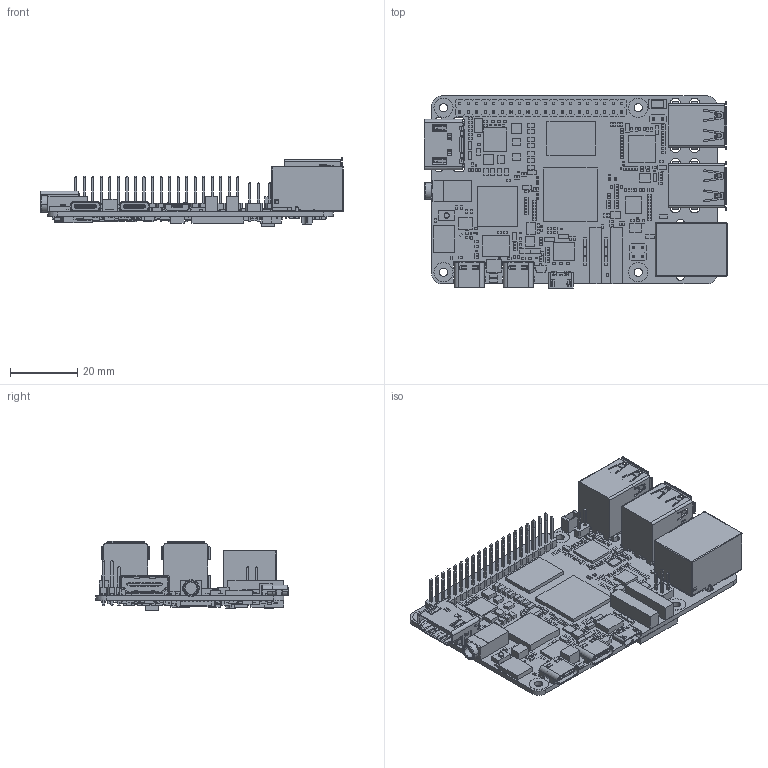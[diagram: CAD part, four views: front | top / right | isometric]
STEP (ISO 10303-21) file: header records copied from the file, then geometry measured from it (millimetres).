
FILE_DESCRIPTION(('CATIA V5 STEP Exchange'),'2;1');
FILE_NAME('X5_RDK_LPDDR4_4266MHz_V1P0_pcb.stp','2024-09-05T09:43:56+00:00',('none'),('none'),'CATIA Version 5-6 Release 2019','3DEXPERIENCE Platform STEP AP203 v1','none');
FILE_SCHEMA(('CONFIG_CONTROL_DESIGN'));
Products named in the file (3): Assy_Root; X5_RDK_LPDDR4_4266MHz_V1P0_pcb; COMPONENTS
Assembly tree (879 placements, depth 4):
  Assy_Root
    X5_RDK_LPDDR4_4266MHz_V1P0_pcb
      #65
      #11925
      #15973
      #16290
      #36873  x2
      COMPONENTS
        #56086  x3
        #56261  x176
        #56370  x63
        #56558
        #56733  x10
        #56908  x165
        #57109  x99
        #57310  x191
        #57485
        #57660  x27
        #57874
        #58062
        #58328  x17
        #58750  x4
        #59029  x3
        #59256
        #59483
        #59671  x4
        #60002  x33
        #60268  x2
        #60768  x2
        #61060
        #61235  x2
        #61449  x7
        #61910  x4
        #62098
        #62624
        #62877
        #63078
        #63292
        #63831  x8
        #64097  x2
        #64805
        #65045
        #65376
        #65720  x2
        #66337
        #66681
        #66869
        #67590
        #67869
        #68122  x6
        #68895
        #69135
        #69323
        #69862
        #70518  x2
        #70960
        #71694
        #72779
        #73201  x2
        #73389
Bounding box: 90.49 x 57.22 x 20.67 mm (x, y, z)
Volume: 20809.3 mm3; surface area: 31412.1 mm2
Topology: 706 solids, 1058 shells, 9673 faces, 24039 edges, 16214 vertices
Faces by surface type: plane 8075, cylinder 1448, bspline 88, sphere 28, torus 18, cone 16
Entity records: 147189 total; most frequent: CARTESIAN_POINT 35419, ORIENTED_EDGE 24360, DIRECTION 18942, EDGE_CURVE 12184, VECTOR 9452, LINE 9452, VERTEX_POINT 7906, AXIS2_PLACEMENT_3D 5450
